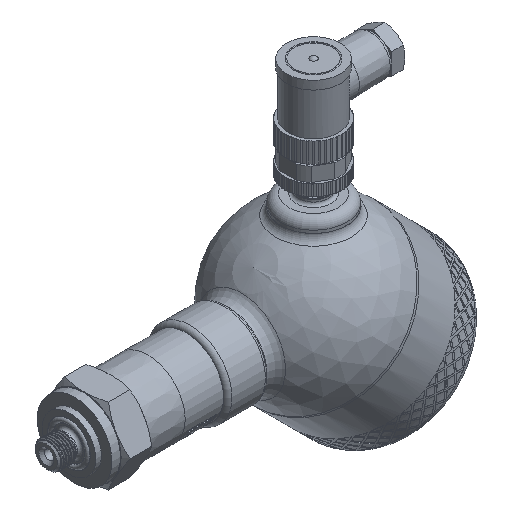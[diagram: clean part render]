
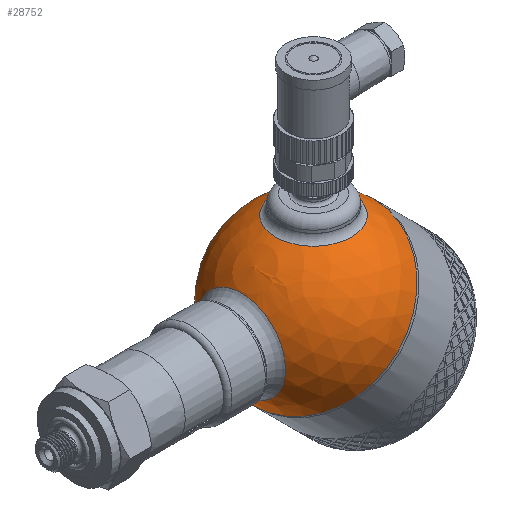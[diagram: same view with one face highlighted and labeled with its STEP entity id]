
A CAD part, isometric view. The second image highlights one B-rep face of the part: STEP entity #28752.
In plain terms, the highlighted spherical face has radius 30 mm.
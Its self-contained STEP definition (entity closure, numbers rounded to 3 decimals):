
#45=SPHERICAL_SURFACE('',#30492,30.);
#1103=FACE_BOUND('',#3868,.T.);
#1104=FACE_BOUND('',#3869,.T.);
#2035=FACE_OUTER_BOUND('',#3867,.T.);
#3867=EDGE_LOOP('',(#20616,#20617,#20618,#20619));
#3868=EDGE_LOOP('',(#20620));
#3869=EDGE_LOOP('',(#20621));
#5595=CIRCLE('',#30415,30.);
#5596=CIRCLE('',#30416,30.);
#5623=CIRCLE('',#30488,13.5);
#5626=CIRCLE('',#30493,30.);
#5627=CIRCLE('',#30494,15.643);
#11174=VERTEX_POINT('',#40148);
#11175=VERTEX_POINT('',#40150);
#11702=VERTEX_POINT('',#46914);
#11704=VERTEX_POINT('',#46921);
#11705=VERTEX_POINT('',#46923);
#14270=EDGE_CURVE('',#11174,#11175,#5595,.T.);
#14271=EDGE_CURVE('',#11175,#11174,#5596,.T.);
#15064=EDGE_CURVE('',#11702,#11702,#5623,.T.);
#15067=EDGE_CURVE('',#11175,#11704,#5626,.T.);
#15068=EDGE_CURVE('',#11705,#11705,#5627,.T.);
#20616=ORIENTED_EDGE('',*,*,#14271,.F.);
#20617=ORIENTED_EDGE('',*,*,#15067,.T.);
#20618=ORIENTED_EDGE('',*,*,#15067,.F.);
#20619=ORIENTED_EDGE('',*,*,#14270,.F.);
#20620=ORIENTED_EDGE('',*,*,#15068,.F.);
#20621=ORIENTED_EDGE('',*,*,#15064,.F.);
#28752=ADVANCED_FACE('',(#2035,#1103,#1104),#45,.T.);
#30415=AXIS2_PLACEMENT_3D('',#40151,#32285,#32286);
#30416=AXIS2_PLACEMENT_3D('',#40152,#32287,#32288);
#30488=AXIS2_PLACEMENT_3D('',#46915,#32709,#32710);
#30492=AXIS2_PLACEMENT_3D('',#46920,#32717,#32718);
#30493=AXIS2_PLACEMENT_3D('',#46922,#32719,#32720);
#30494=AXIS2_PLACEMENT_3D('',#46924,#32721,#32722);
#32285=DIRECTION('center_axis',(1.,0.,0.));
#32286=DIRECTION('ref_axis',(0.,1.,0.));
#32287=DIRECTION('center_axis',(1.,0.,0.));
#32288=DIRECTION('ref_axis',(0.,1.,0.));
#32709=DIRECTION('center_axis',(-0.707,0.,-0.707));
#32710=DIRECTION('ref_axis',(-0.707,0.,0.707));
#32717=DIRECTION('center_axis',(1.,0.,0.));
#32718=DIRECTION('ref_axis',(0.,-1.,0.));
#32719=DIRECTION('center_axis',(0.,0.,1.));
#32720=DIRECTION('ref_axis',(0.,1.,0.));
#32721=DIRECTION('center_axis',(-0.707,0.,0.707));
#32722=DIRECTION('ref_axis',(0.707,0.,0.707));
#40148=CARTESIAN_POINT('',(0.,-30.,0.));
#40150=CARTESIAN_POINT('',(0.,30.,0.));
#40151=CARTESIAN_POINT('Origin',(0.,0.,0.));
#40152=CARTESIAN_POINT('Origin',(0.,0.,0.));
#46914=CARTESIAN_POINT('',(-9.398,0.,-28.49));
#46915=CARTESIAN_POINT('Origin',(-18.944,0.,-18.944));
#46920=CARTESIAN_POINT('Origin',(0.,0.,0.));
#46921=CARTESIAN_POINT('',(-30.,0.,0.));
#46922=CARTESIAN_POINT('Origin',(0.,0.,0.));
#46923=CARTESIAN_POINT('',(-29.162,0.,7.04));
#46924=CARTESIAN_POINT('Origin',(-18.101,0.,18.101));
